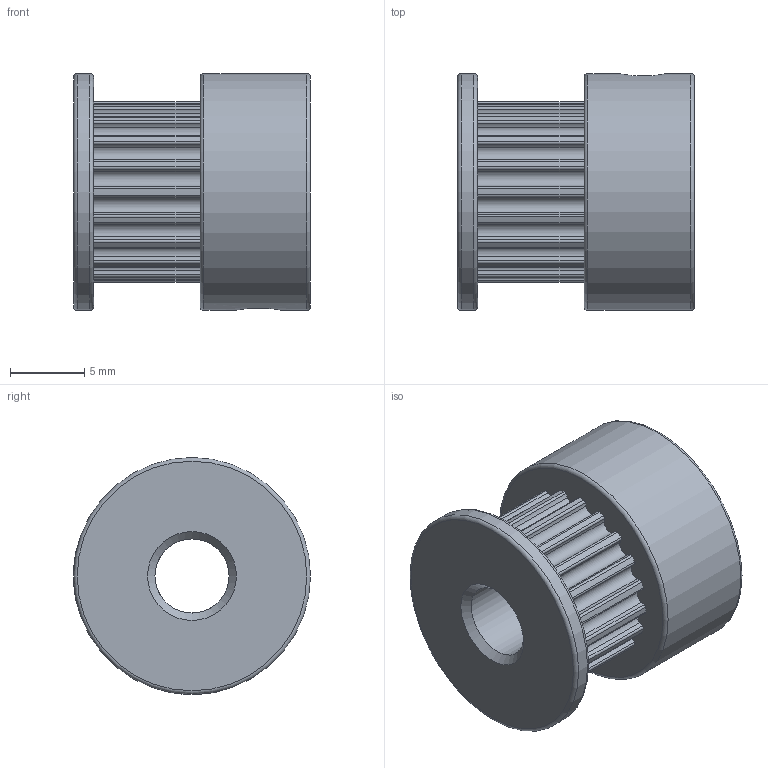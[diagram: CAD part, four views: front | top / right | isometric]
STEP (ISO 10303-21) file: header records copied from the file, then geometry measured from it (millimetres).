
FILE_DESCRIPTION(('STEP AP242'), '1');
FILE_NAME('2GT-20Z D5', '', ('UNSPECIFIED'), ('UNSPECIFIED'), 'ASCON STEP Converter 1.6', 'ASCON Math Kernel', '');
FILE_SCHEMA(('AP242_MANAGED_MODEL_BASED_3D_ENGINEERING_MIM_LF { 1 0 10303 442 1 1 4 }'));
Length unit declared in the file: millimetre
Bounding box: 16 x 16 x 16 mm (x, y, z)
Volume: 2097 mm3; surface area: 1689.8 mm2
Topology: 1 solids, 1 shells, 135 faces, 391 edges, 258 vertices
Faces by surface type: cylinder 125, plane 4, torus 4, cone 2
Full cylindrical faces by diameter (mm): 3.242 x2, 5 x1, 16 x2
Entity records: 5932 total; most frequent: CARTESIAN_POINT 1053, DIRECTION 896, ORIENTED_EDGE 756, AXIS2_PLACEMENT_3D 388, EDGE_CURVE 378, VERTEX_POINT 258, CIRCLE 252, EDGE_LOOP 154
